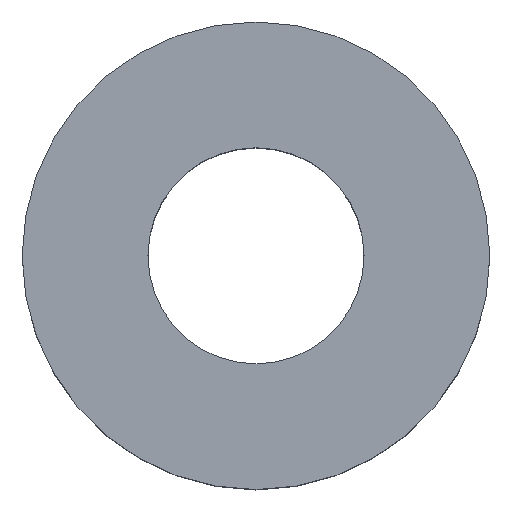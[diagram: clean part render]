
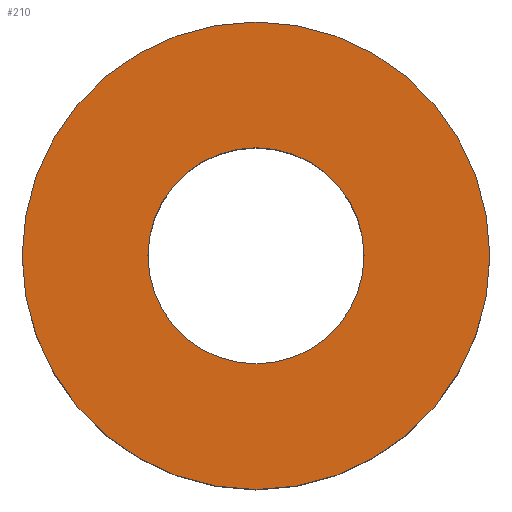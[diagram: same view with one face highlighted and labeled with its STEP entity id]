
A CAD part, top view. The second image highlights one B-rep face of the part: STEP entity #210.
In plain terms, the highlighted planar face has unit normal (0, 0, 1).
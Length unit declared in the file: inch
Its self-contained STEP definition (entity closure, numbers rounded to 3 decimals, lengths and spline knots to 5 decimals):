
#7 = ORIENTED_EDGE ( 'NONE', *, *, #17, .T. ) ;
#9 = CARTESIAN_POINT ( 'NONE',  ( -0.22174, 0., 0.21 ) ) ;
#13 = CARTESIAN_POINT ( 'NONE',  ( -0.1025, 0., 0.21 ) ) ;
#17 = EDGE_CURVE ( 'NONE', #202, #241, #72, .T. ) ;
#23 = DIRECTION ( 'NONE',  ( 0., 0., 1. ) ) ;
#25 = CARTESIAN_POINT ( 'NONE',  ( 0., 0., 0.21 ) ) ;
#28 = EDGE_CURVE ( 'NONE', #80, #181, #252, .T. ) ;
#43 = ORIENTED_EDGE ( 'NONE', *, *, #148, .T. ) ;
#56 = DIRECTION ( 'NONE',  ( 1., 0., 0. ) ) ;
#58 = EDGE_LOOP ( 'NONE', ( #139, #96 ) ) ;
#60 = DIRECTION ( 'NONE',  ( 1., 0., 0. ) ) ;
#63 = DIRECTION ( 'NONE',  ( 1., 0., 0. ) ) ;
#64 = CARTESIAN_POINT ( 'NONE',  ( 0., 0., 0.21 ) ) ;
#69 = CIRCLE ( 'NONE', #179, 0.22174 ) ;
#72 = CIRCLE ( 'NONE', #219, 0.22174 ) ;
#75 = EDGE_LOOP ( 'NONE', ( #43, #7 ) ) ;
#80 = VERTEX_POINT ( 'NONE', #13 ) ;
#82 = AXIS2_PLACEMENT_3D ( 'NONE', #64, #164, #63 ) ;
#96 = ORIENTED_EDGE ( 'NONE', *, *, #97, .F. ) ;
#97 = EDGE_CURVE ( 'NONE', #181, #80, #233, .T. ) ;
#101 = CARTESIAN_POINT ( 'NONE',  ( 0., 0., 0.21 ) ) ;
#103 = DIRECTION ( 'NONE',  ( 1., 0., 0. ) ) ;
#120 = CARTESIAN_POINT ( 'NONE',  ( 0., 0., 0.21 ) ) ;
#136 = CARTESIAN_POINT ( 'NONE',  ( 0., 0., 0.21 ) ) ;
#139 = ORIENTED_EDGE ( 'NONE', *, *, #28, .F. ) ;
#140 = AXIS2_PLACEMENT_3D ( 'NONE', #120, #23, #218 ) ;
#143 = FACE_BOUND ( 'NONE', #58, .T. ) ;
#148 = EDGE_CURVE ( 'NONE', #241, #202, #69, .T. ) ;
#164 = DIRECTION ( 'NONE',  ( 0., 0., 1. ) ) ;
#172 = AXIS2_PLACEMENT_3D ( 'NONE', #25, #205, #60 ) ;
#179 = AXIS2_PLACEMENT_3D ( 'NONE', #101, #189, #103 ) ;
#181 = VERTEX_POINT ( 'NONE', #245 ) ;
#182 = DIRECTION ( 'NONE',  ( 0., 0., 1. ) ) ;
#189 = DIRECTION ( 'NONE',  ( 0., 0., 1. ) ) ;
#202 = VERTEX_POINT ( 'NONE', #246 ) ;
#205 = DIRECTION ( 'NONE',  ( 0., 0., 1. ) ) ;
#208 = FACE_OUTER_BOUND ( 'NONE', #75, .T. ) ;
#210 = ADVANCED_FACE ( 'NONE', ( #208, #143 ), #247, .T. ) ;
#218 = DIRECTION ( 'NONE',  ( 1., 0., 0. ) ) ;
#219 = AXIS2_PLACEMENT_3D ( 'NONE', #136, #182, #56 ) ;
#233 = CIRCLE ( 'NONE', #172, 0.1025 ) ;
#241 = VERTEX_POINT ( 'NONE', #9 ) ;
#245 = CARTESIAN_POINT ( 'NONE',  ( 0.1025, 0., 0.21 ) ) ;
#246 = CARTESIAN_POINT ( 'NONE',  ( 0.22174, 0., 0.21 ) ) ;
#247 = PLANE ( 'NONE',  #82 ) ;
#252 = CIRCLE ( 'NONE', #140, 0.1025 ) ;
